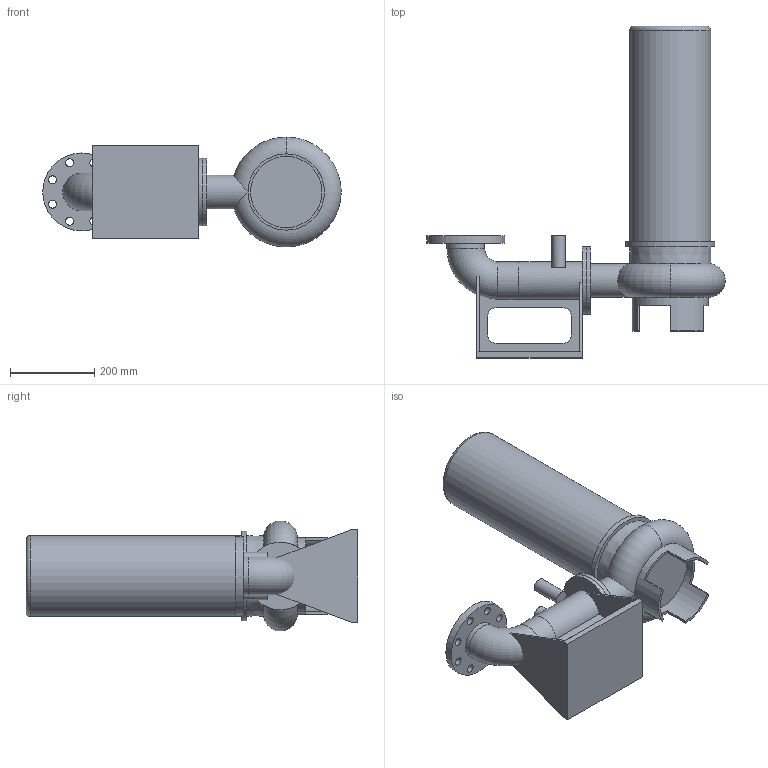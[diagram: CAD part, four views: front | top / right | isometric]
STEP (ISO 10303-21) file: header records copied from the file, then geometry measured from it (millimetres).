
FILE_DESCRIPTION(/* description */ (''),/* implementation_level */ '2;1');
FILE_NAME(/* name */ '',/* time_stamp */ '2023-04-19T09:25:48+09:00',/* author */ (''),/* organization */ (''),/* preprocessor_version */ 'ST-DEVELOPER v19.2',/* originating_system */ 'Autodesk Translation Framework v12.4.0.73',/* authorisation */ '');
FILE_SCHEMA (('AUTOMOTIVE_DESIGN { 1 0 10303 214 3 1 1 }','TECHNICAL_DATA_PACKAGING','PROCESS_PLANNING_SCHEMA','AP242_MANAGED_MODEL_BASED_3D_ENGINEERING_MIM_LF { 1 0 10303 442 3 1 4 }'));
Length unit declared in the file: millimetre
Products named in the file (3): 80A_着脱式; 80A_PF v3; 80A_PF
Assembly tree (2 placements, depth 3):
  80A_着脱式
    80A_PF v3
      80A_PF
Bounding box: 707.94 x 787 x 260.86 mm (x, y, z)
Volume: 23052114.9 mm3; surface area: 1159672 mm2
Topology: 6 solids, 6 shells, 99 faces, 229 edges, 150 vertices
Faces by surface type: plane 62, cylinder 31, torus 5, cone 1
Full cylindrical faces by diameter (mm): 19 x8, 32 x2, 80 x1, 80.7 x3, 89.1 x3, 90 x1, 160 x2, 169 x1, 181 x1, 185 x1, 191.685 x1, 211.6 x1
Entity records: 3067 total; most frequent: CARTESIAN_POINT 601, DIRECTION 521, ORIENTED_EDGE 458, EDGE_CURVE 229, AXIS2_PLACEMENT_3D 196, VERTEX_POINT 150, EDGE_LOOP 133, LINE 129
